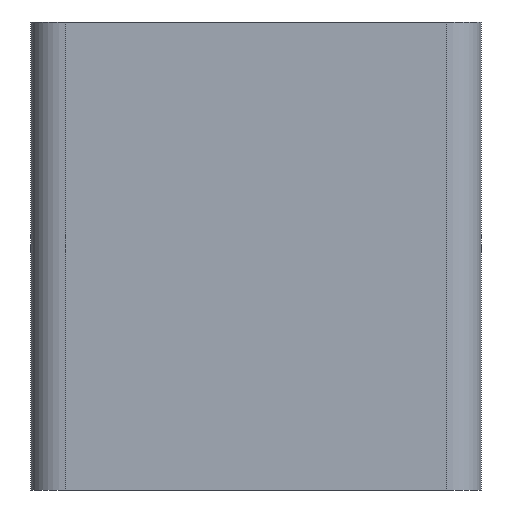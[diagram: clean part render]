
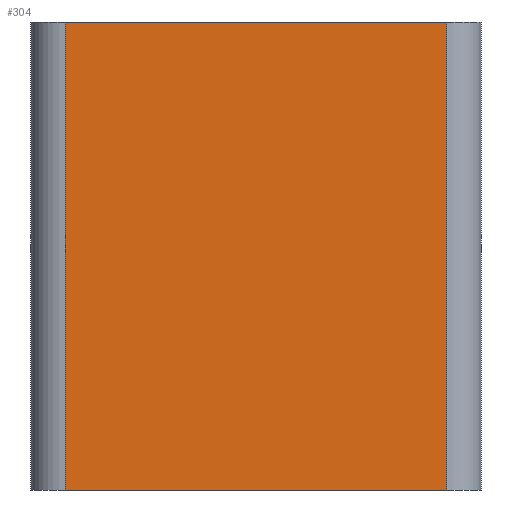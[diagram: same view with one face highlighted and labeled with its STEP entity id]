
A CAD part, front view. The second image highlights one B-rep face of the part: STEP entity #304.
In plain terms, the highlighted planar face has unit normal (0, -1, 0).
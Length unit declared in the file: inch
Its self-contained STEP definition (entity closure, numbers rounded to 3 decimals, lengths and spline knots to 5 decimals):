
#110=CARTESIAN_POINT('',(1.1,0.,-1.35));
#111=VERTEX_POINT('',#110);
#112=CARTESIAN_POINT('',(-1.1,0.,-1.35));
#113=VERTEX_POINT('',#112);
#114=CARTESIAN_POINT('',(1.1,0.,-1.35));
#115=DIRECTION('',(-1.,0.,0.));
#116=VECTOR('',#115,2.2);
#117=LINE('',#114,#116);
#118=EDGE_CURVE('',#111,#113,#117,.T.);
#209=CARTESIAN_POINT('',(-1.1,0.,1.35));
#210=VERTEX_POINT('',#209);
#218=CARTESIAN_POINT('',(1.1,0.,1.35));
#219=VERTEX_POINT('',#218);
#220=CARTESIAN_POINT('',(-1.1,0.,1.35));
#221=DIRECTION('',(1.,0.,-0.));
#222=VECTOR('',#221,2.2);
#223=LINE('',#220,#222);
#224=EDGE_CURVE('',#210,#219,#223,.T.);
#283=CARTESIAN_POINT('',(1.3,0.,1.35));
#284=DIRECTION('',(0.,1.,0.));
#285=DIRECTION('',(0.,0.,1.));
#286=AXIS2_PLACEMENT_3D('',#283,#284,#285);
#287=PLANE('',#286);
#288=ORIENTED_EDGE('',*,*,#224,.F.);
#289=CARTESIAN_POINT('',(-1.1,0.,1.35));
#290=DIRECTION('',(-0.,-0.,-1.));
#291=VECTOR('',#290,2.7);
#292=LINE('',#289,#291);
#293=EDGE_CURVE('',#210,#113,#292,.T.);
#294=ORIENTED_EDGE('',*,*,#293,.T.);
#295=ORIENTED_EDGE('',*,*,#118,.F.);
#296=CARTESIAN_POINT('',(1.1,0.,-1.35));
#297=DIRECTION('',(0.,-0.,1.));
#298=VECTOR('',#297,2.7);
#299=LINE('',#296,#298);
#300=EDGE_CURVE('',#111,#219,#299,.T.);
#301=ORIENTED_EDGE('',*,*,#300,.T.);
#302=EDGE_LOOP('',(#288,#294,#295,#301));
#303=FACE_BOUND('',#302,.T.);
#304=ADVANCED_FACE('',(#303),#287,.F.);
